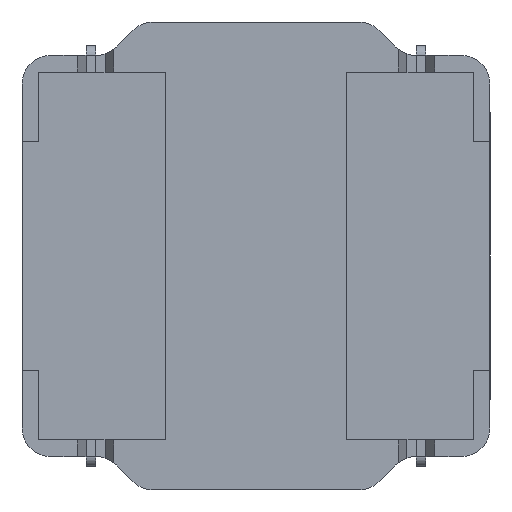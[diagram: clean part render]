
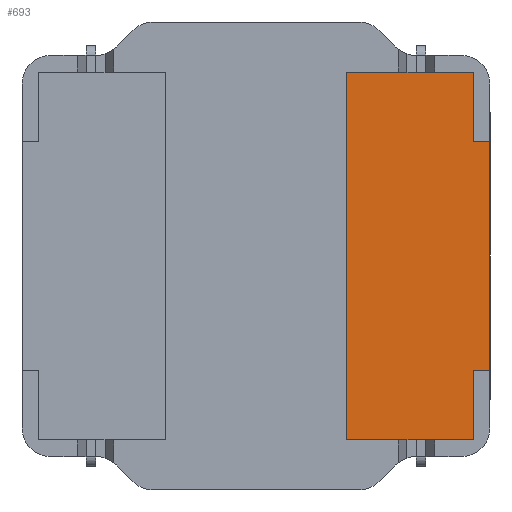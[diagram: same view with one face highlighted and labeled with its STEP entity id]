
A CAD part, front view. The second image highlights one B-rep face of the part: STEP entity #693.
In plain terms, the highlighted planar face has unit normal (0, -1, 0).
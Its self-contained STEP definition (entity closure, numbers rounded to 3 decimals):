
#438 = VECTOR ( 'NONE', #2561, 1000. ) ;
#646 = CARTESIAN_POINT ( 'NONE',  ( 2.45, 0., 0. ) ) ;
#685 = LINE ( 'NONE', #4687, #438 ) ;
#693 = ADVANCED_FACE ( 'NONE', ( #5272 ), #5309, .T. ) ;
#739 = CARTESIAN_POINT ( 'NONE',  ( 0.95, 0., 1.925 ) ) ;
#755 = DIRECTION ( 'NONE',  ( 0., 0., 1. ) ) ;
#904 = DIRECTION ( 'NONE',  ( 1., 0., 0. ) ) ;
#920 = LINE ( 'NONE', #3253, #4436 ) ;
#922 = AXIS2_PLACEMENT_3D ( 'NONE', #4964, #1949, #4490 ) ;
#975 = VERTEX_POINT ( 'NONE', #1857 ) ;
#1052 = ORIENTED_EDGE ( 'NONE', *, *, #2645, .F. ) ;
#1103 = CARTESIAN_POINT ( 'NONE',  ( 2.275, 0., 0. ) ) ;
#1158 = EDGE_CURVE ( 'NONE', #4200, #2015, #1451, .T. ) ;
#1451 = LINE ( 'NONE', #1966, #2125 ) ;
#1518 = VERTEX_POINT ( 'NONE', #2442 ) ;
#1591 = DIRECTION ( 'NONE',  ( 0., 0., 1. ) ) ;
#1640 = EDGE_CURVE ( 'NONE', #975, #2069, #2577, .T. ) ;
#1660 = VECTOR ( 'NONE', #1928, 1000. ) ;
#1857 = CARTESIAN_POINT ( 'NONE',  ( 2.275, 0., 1.2 ) ) ;
#1872 = VECTOR ( 'NONE', #755, 1000. ) ;
#1928 = DIRECTION ( 'NONE',  ( 0., 0., 1. ) ) ;
#1949 = DIRECTION ( 'NONE',  ( 0., -1., 0. ) ) ;
#1966 = CARTESIAN_POINT ( 'NONE',  ( 0., 0., -1.2 ) ) ;
#1975 = CARTESIAN_POINT ( 'NONE',  ( 0., 0., -1.925 ) ) ;
#2015 = VERTEX_POINT ( 'NONE', #3701 ) ;
#2069 = VERTEX_POINT ( 'NONE', #3760 ) ;
#2125 = VECTOR ( 'NONE', #5335, 1000. ) ;
#2162 = CARTESIAN_POINT ( 'NONE',  ( 0., 0., 1.2 ) ) ;
#2323 = EDGE_CURVE ( 'NONE', #4051, #4200, #4359, .T. ) ;
#2421 = ORIENTED_EDGE ( 'NONE', *, *, #1158, .T. ) ;
#2427 = DIRECTION ( 'NONE',  ( 1., 0., 0. ) ) ;
#2442 = CARTESIAN_POINT ( 'NONE',  ( 2.275, 0., 1.925 ) ) ;
#2449 = EDGE_CURVE ( 'NONE', #5349, #3959, #920, .T. ) ;
#2543 = LINE ( 'NONE', #2819, #3266 ) ;
#2561 = DIRECTION ( 'NONE',  ( 1., 0., 0. ) ) ;
#2577 = LINE ( 'NONE', #2162, #4722 ) ;
#2645 = EDGE_CURVE ( 'NONE', #3959, #1518, #685, .T. ) ;
#2819 = CARTESIAN_POINT ( 'NONE',  ( 2.275, 0., 0. ) ) ;
#2983 = EDGE_CURVE ( 'NONE', #5349, #4051, #3976, .T. ) ;
#3131 = ORIENTED_EDGE ( 'NONE', *, *, #4794, .T. ) ;
#3244 = ORIENTED_EDGE ( 'NONE', *, *, #2323, .T. ) ;
#3253 = CARTESIAN_POINT ( 'NONE',  ( 0.95, 0., 0. ) ) ;
#3266 = VECTOR ( 'NONE', #1591, 1000. ) ;
#3701 = CARTESIAN_POINT ( 'NONE',  ( 2.45, 0., -1.2 ) ) ;
#3702 = VECTOR ( 'NONE', #2427, 1000. ) ;
#3760 = CARTESIAN_POINT ( 'NONE',  ( 2.45, 0., 1.2 ) ) ;
#3763 = CARTESIAN_POINT ( 'NONE',  ( 2.275, 0., -1.925 ) ) ;
#3831 = CARTESIAN_POINT ( 'NONE',  ( 2.275, 0., -1.2 ) ) ;
#3959 = VERTEX_POINT ( 'NONE', #739 ) ;
#3976 = LINE ( 'NONE', #1975, #3702 ) ;
#4051 = VERTEX_POINT ( 'NONE', #3763 ) ;
#4200 = VERTEX_POINT ( 'NONE', #3831 ) ;
#4266 = ORIENTED_EDGE ( 'NONE', *, *, #1640, .F. ) ;
#4276 = CARTESIAN_POINT ( 'NONE',  ( 0.95, 0., -1.925 ) ) ;
#4334 = ORIENTED_EDGE ( 'NONE', *, *, #2983, .T. ) ;
#4359 = LINE ( 'NONE', #1103, #1660 ) ;
#4386 = LINE ( 'NONE', #646, #1872 ) ;
#4436 = VECTOR ( 'NONE', #4530, 1000. ) ;
#4490 = DIRECTION ( 'NONE',  ( 0., 0., -1. ) ) ;
#4511 = EDGE_CURVE ( 'NONE', #2015, #2069, #4386, .T. ) ;
#4530 = DIRECTION ( 'NONE',  ( 0., 0., 1. ) ) ;
#4687 = CARTESIAN_POINT ( 'NONE',  ( 0., 0., 1.925 ) ) ;
#4722 = VECTOR ( 'NONE', #904, 1000. ) ;
#4794 = EDGE_CURVE ( 'NONE', #975, #1518, #2543, .T. ) ;
#4964 = CARTESIAN_POINT ( 'NONE',  ( 0., 0., 0. ) ) ;
#5036 = ORIENTED_EDGE ( 'NONE', *, *, #2449, .F. ) ;
#5113 = ORIENTED_EDGE ( 'NONE', *, *, #4511, .T. ) ;
#5161 = EDGE_LOOP ( 'NONE', ( #4266, #3131, #1052, #5036, #4334, #3244, #2421, #5113 ) ) ;
#5272 = FACE_OUTER_BOUND ( 'NONE', #5161, .T. ) ;
#5309 = PLANE ( 'NONE',  #922 ) ;
#5335 = DIRECTION ( 'NONE',  ( 1., 0., 0. ) ) ;
#5349 = VERTEX_POINT ( 'NONE', #4276 ) ;
